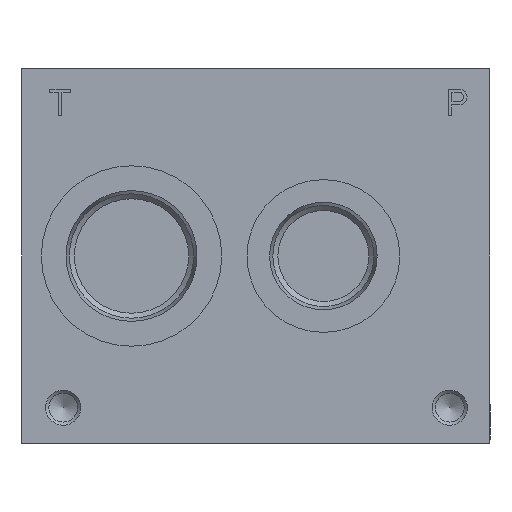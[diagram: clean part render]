
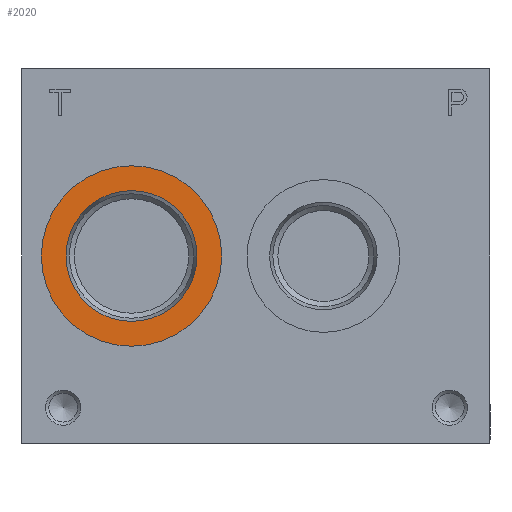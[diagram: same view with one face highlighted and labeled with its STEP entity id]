
A CAD part, left-side view. The second image highlights one B-rep face of the part: STEP entity #2020.
In plain terms, the highlighted planar face has unit normal (-1, 0, 0).
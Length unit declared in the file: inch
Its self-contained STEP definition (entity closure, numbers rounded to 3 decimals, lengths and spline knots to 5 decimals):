
#2020 = ADVANCED_FACE( '', ( #4406, #4407 ), #4408, .T. );
#4406 = FACE_BOUND( '', #6952, .T. );
#4407 = FACE_OUTER_BOUND( '', #6953, .T. );
#4408 = PLANE( '', #6954 );
#6952 = EDGE_LOOP( '', ( #12255 ) );
#6953 = EDGE_LOOP( '', ( #12256 ) );
#6954 = AXIS2_PLACEMENT_3D( '', #12257, #12258, #12259 );
#12255 = ORIENTED_EDGE( '', *, *, #14818, .T. );
#12256 = ORIENTED_EDGE( '', *, *, #14513, .F. );
#12257 = CARTESIAN_POINT( '', ( 0.031, 4.794, 2. ) );
#12258 = DIRECTION( '', ( -1., 0., 0. ) );
#12259 = DIRECTION( '', ( 0., 0., 1. ) );
#14513 = EDGE_CURVE( '', #17531, #17531, #17532, .T. );
#14818 = EDGE_CURVE( '', #17901, #17901, #17902, .T. );
#17531 = VERTEX_POINT( '', #21424 );
#17532 = CIRCLE( '', #21425, 0.964 );
#17901 = VERTEX_POINT( '', #21892 );
#17902 = CIRCLE( '', #21893, 0.699 );
#21424 = CARTESIAN_POINT( '', ( 0.031, 3.83, 1.036 ) );
#21425 = AXIS2_PLACEMENT_3D( '', #24057, #24058, #24059 );
#21892 = CARTESIAN_POINT( '', ( 0.031, 3.83, 1.301 ) );
#21893 = AXIS2_PLACEMENT_3D( '', #24323, #24324, #24325 );
#24057 = CARTESIAN_POINT( '', ( 0.031, 3.83, 2. ) );
#24058 = DIRECTION( '', ( 1., 0., 0. ) );
#24059 = DIRECTION( '', ( 0., 0., -1. ) );
#24323 = CARTESIAN_POINT( '', ( 0.031, 3.83, 2. ) );
#24324 = DIRECTION( '', ( 1., 0., 0. ) );
#24325 = DIRECTION( '', ( 0., 0., -1. ) );
